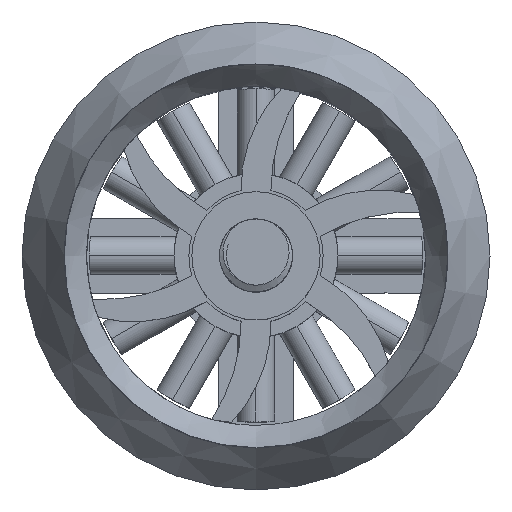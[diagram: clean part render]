
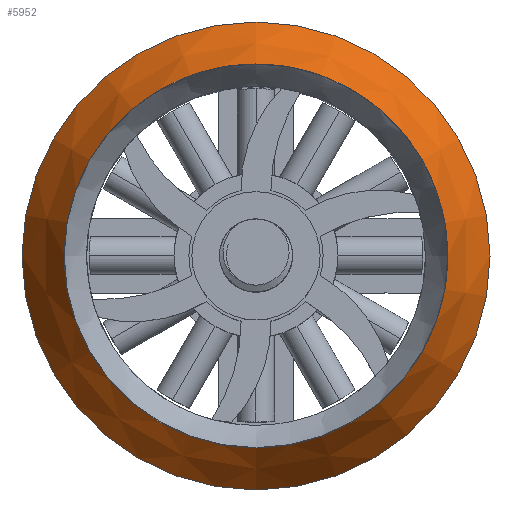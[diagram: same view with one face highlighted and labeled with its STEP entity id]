
A CAD part, top view. The second image highlights one B-rep face of the part: STEP entity #5952.
In plain terms, the highlighted conical face has half-angle 30 degrees and reference radius 14.28 mm.
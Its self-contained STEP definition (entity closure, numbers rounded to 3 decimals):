
#40=CONICAL_SURFACE('',#6417,14.281,0.524);
#381=FACE_OUTER_BOUND('',#707,.T.);
#707=EDGE_LOOP('',(#4781,#4782,#4783,#4784));
#938=CIRCLE('',#6412,12.866);
#940=CIRCLE('',#6416,15.695);
#1654=LINE('',#12262,#2053);
#2053=VECTOR('',#7572,14.281);
#2598=VERTEX_POINT('',#12251);
#2600=VERTEX_POINT('',#12259);
#3402=EDGE_CURVE('',#2598,#2598,#938,.T.);
#3405=EDGE_CURVE('',#2600,#2600,#940,.T.);
#3406=EDGE_CURVE('',#2598,#2600,#1654,.T.);
#4781=ORIENTED_EDGE('',*,*,#3402,.F.);
#4782=ORIENTED_EDGE('',*,*,#3406,.T.);
#4783=ORIENTED_EDGE('',*,*,#3405,.T.);
#4784=ORIENTED_EDGE('',*,*,#3406,.F.);
#5952=ADVANCED_FACE('',(#381),#40,.T.);
#6412=AXIS2_PLACEMENT_3D('',#12253,#7559,#7560);
#6416=AXIS2_PLACEMENT_3D('',#12260,#7568,#7569);
#6417=AXIS2_PLACEMENT_3D('',#12261,#7570,#7571);
#7559=DIRECTION('center_axis',(0.,0.,1.));
#7560=DIRECTION('ref_axis',(1.,0.,0.));
#7568=DIRECTION('center_axis',(0.,0.,1.));
#7569=DIRECTION('ref_axis',(1.,0.,0.));
#7570=DIRECTION('center_axis',(0.,0.,-1.));
#7571=DIRECTION('ref_axis',(0.,-1.,0.));
#7572=DIRECTION('',(0.,0.5,-0.866));
#12251=CARTESIAN_POINT('',(0.,12.866,4.9));
#12253=CARTESIAN_POINT('Origin',(0.,0.,4.9));
#12259=CARTESIAN_POINT('',(0.,15.695,0.));
#12260=CARTESIAN_POINT('Origin',(0.,0.,0.));
#12261=CARTESIAN_POINT('Origin',(0.,0.,2.45));
#12262=CARTESIAN_POINT('',(0.,14.281,2.45));
